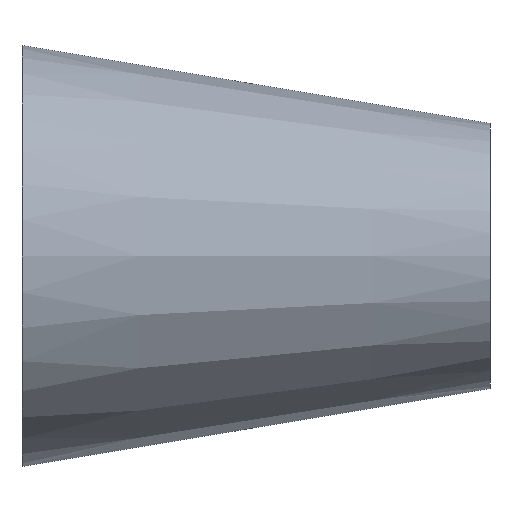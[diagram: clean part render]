
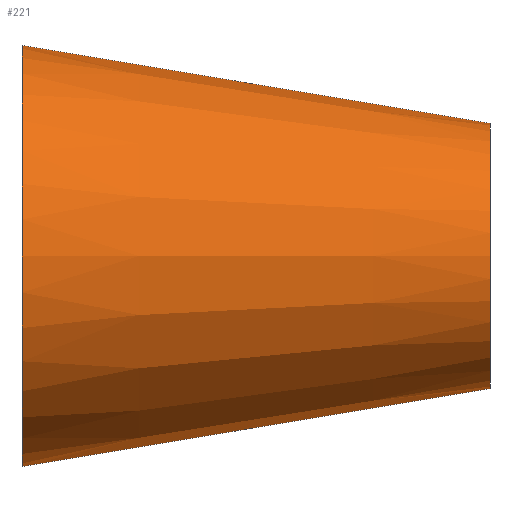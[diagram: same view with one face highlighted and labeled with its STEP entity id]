
A CAD part, front view. The second image highlights one B-rep face of the part: STEP entity #221.
In plain terms, the highlighted conical face has half-angle 9.462 degrees and reference radius 17 mm.
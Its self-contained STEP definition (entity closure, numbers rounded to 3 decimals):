
#1 = DIRECTION ( 'NONE',  ( -0.986, 0., -0.164 ) ) ;
#10 = CONICAL_SURFACE ( 'NONE', #106, 17., 0.165 ) ;
#12 = AXIS2_PLACEMENT_3D ( 'NONE', #23, #102, #193 ) ;
#18 = VECTOR ( 'NONE', #1, 1000. ) ;
#23 = CARTESIAN_POINT ( 'NONE',  ( 0., 0., 0. ) ) ;
#37 = ORIENTED_EDGE ( 'NONE', *, *, #238, .F. ) ;
#40 = CIRCLE ( 'NONE', #12, 27. ) ;
#56 = VERTEX_POINT ( 'NONE', #156 ) ;
#69 = EDGE_CURVE ( 'NONE', #144, #189, #169, .T. ) ;
#85 = DIRECTION ( 'NONE',  ( 0., 0., -1. ) ) ;
#87 = CARTESIAN_POINT ( 'NONE',  ( 0., 0., -27. ) ) ;
#102 = DIRECTION ( 'NONE',  ( 1., 0., 0. ) ) ;
#106 = AXIS2_PLACEMENT_3D ( 'NONE', #122, #120, #124 ) ;
#118 = EDGE_CURVE ( 'NONE', #144, #56, #249, .T. ) ;
#119 = CARTESIAN_POINT ( 'NONE',  ( 0., 0., 27. ) ) ;
#120 = DIRECTION ( 'NONE',  ( -1., 0., 0. ) ) ;
#122 = CARTESIAN_POINT ( 'NONE',  ( 60., 0., 0. ) ) ;
#124 = DIRECTION ( 'NONE',  ( 0., 0., 1. ) ) ;
#127 = VECTOR ( 'NONE', #225, 1000. ) ;
#135 = CARTESIAN_POINT ( 'NONE',  ( 60., 0., 0. ) ) ;
#137 = ORIENTED_EDGE ( 'NONE', *, *, #118, .F. ) ;
#144 = VERTEX_POINT ( 'NONE', #226 ) ;
#156 = CARTESIAN_POINT ( 'NONE',  ( 60., 0., -17. ) ) ;
#158 = AXIS2_PLACEMENT_3D ( 'NONE', #135, #190, #85 ) ;
#169 = LINE ( 'NONE', #188, #127 ) ;
#171 = EDGE_LOOP ( 'NONE', ( #37, #137, #184, #239 ) ) ;
#176 = FACE_OUTER_BOUND ( 'NONE', #171, .T. ) ;
#177 = LINE ( 'NONE', #196, #18 ) ;
#181 = VERTEX_POINT ( 'NONE', #87 ) ;
#184 = ORIENTED_EDGE ( 'NONE', *, *, #69, .T. ) ;
#188 = CARTESIAN_POINT ( 'NONE',  ( 60., 0., 17. ) ) ;
#189 = VERTEX_POINT ( 'NONE', #119 ) ;
#190 = DIRECTION ( 'NONE',  ( 1., 0., 0. ) ) ;
#193 = DIRECTION ( 'NONE',  ( 0., 0., -1. ) ) ;
#194 = EDGE_CURVE ( 'NONE', #189, #181, #40, .T. ) ;
#196 = CARTESIAN_POINT ( 'NONE',  ( 60., 0., -17. ) ) ;
#221 = ADVANCED_FACE ( 'NONE', ( #176 ), #10, .T. ) ;
#225 = DIRECTION ( 'NONE',  ( -0.986, 0., 0.164 ) ) ;
#226 = CARTESIAN_POINT ( 'NONE',  ( 60., 0., 17. ) ) ;
#238 = EDGE_CURVE ( 'NONE', #56, #181, #177, .T. ) ;
#239 = ORIENTED_EDGE ( 'NONE', *, *, #194, .T. ) ;
#249 = CIRCLE ( 'NONE', #158, 17. ) ;
